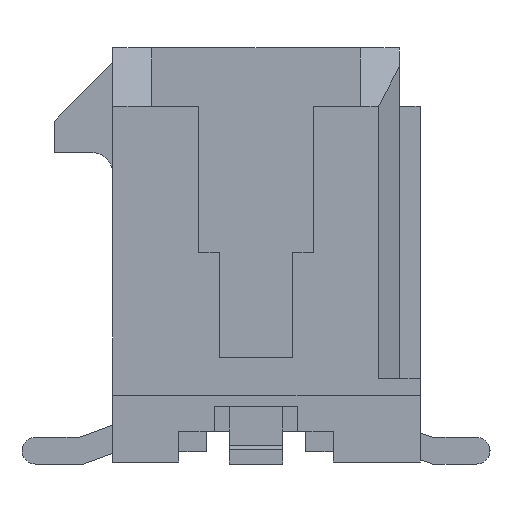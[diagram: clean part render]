
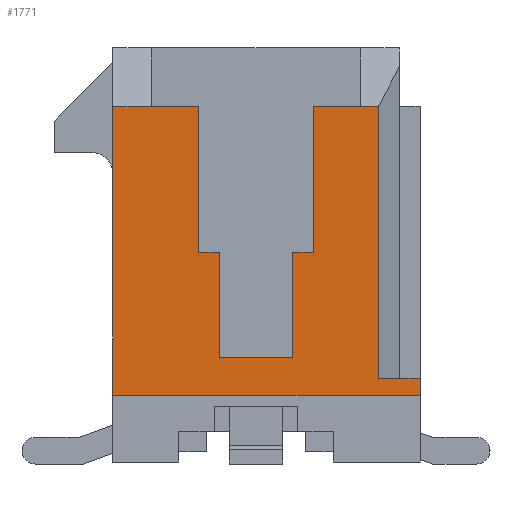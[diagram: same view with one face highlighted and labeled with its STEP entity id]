
A CAD part, left-side view. The second image highlights one B-rep face of the part: STEP entity #1771.
In plain terms, the highlighted planar face has unit normal (-1, 0, 0).
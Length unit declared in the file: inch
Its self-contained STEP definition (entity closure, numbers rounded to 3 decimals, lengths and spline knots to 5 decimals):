
#180 = DIRECTION ( 'NONE',  ( 0., 0., -1. ) ) ;
#317 = LINE ( 'NONE', #17215, #17606 ) ;
#541 = VERTEX_POINT ( 'NONE', #4323 ) ;
#705 = VERTEX_POINT ( 'NONE', #7846 ) ;
#909 = CARTESIAN_POINT ( 'NONE',  ( -0.42618, -0.15472, -0.11654 ) ) ;
#968 = DIRECTION ( 'NONE',  ( 0., 0., -1. ) ) ;
#969 = LINE ( 'NONE', #10702, #12680 ) ;
#989 = LINE ( 'NONE', #15210, #11313 ) ;
#1017 = LINE ( 'NONE', #3889, #8480 ) ;
#1211 = LINE ( 'NONE', #11925, #4007 ) ;
#1674 = DIRECTION ( 'NONE',  ( 0., -1., 0. ) ) ;
#1771 = ADVANCED_FACE ( 'NONE', ( #5194 ), #11290, .F. ) ;
#2156 = LINE ( 'NONE', #17367, #6599 ) ;
#2203 = ORIENTED_EDGE ( 'NONE', *, *, #12831, .F. ) ;
#2226 = CARTESIAN_POINT ( 'NONE',  ( -0.42618, 0.03445, 0.00197 ) ) ;
#2423 = EDGE_CURVE ( 'NONE', #541, #2446, #2156, .T. ) ;
#2444 = EDGE_CURVE ( 'NONE', #19377, #10028, #1211, .T. ) ;
#2446 = VERTEX_POINT ( 'NONE', #7387 ) ;
#2468 = VECTOR ( 'NONE', #5801, 39.37008 ) ;
#2529 = EDGE_CURVE ( 'NONE', #14282, #4023, #6102, .T. ) ;
#2736 = EDGE_CURVE ( 'NONE', #9710, #18733, #3298, .T. ) ;
#2953 = CARTESIAN_POINT ( 'NONE',  ( -0.42618, 0.05413, 0. ) ) ;
#3298 = LINE ( 'NONE', #909, #4914 ) ;
#3376 = ORIENTED_EDGE ( 'NONE', *, *, #11303, .F. ) ;
#3378 = DIRECTION ( 'NONE',  ( 0., 1., 0. ) ) ;
#3493 = LINE ( 'NONE', #8857, #14242 ) ;
#3498 = VECTOR ( 'NONE', #17078, 39.37008 ) ;
#3545 = ORIENTED_EDGE ( 'NONE', *, *, #14758, .F. ) ;
#3702 = ORIENTED_EDGE ( 'NONE', *, *, #8241, .F. ) ;
#3889 = CARTESIAN_POINT ( 'NONE',  ( -0.42618, 0.03445, 0. ) ) ;
#3998 = DIRECTION ( 'NONE',  ( 0., 0., -1. ) ) ;
#4007 = VECTOR ( 'NONE', #8820, 39.37008 ) ;
#4023 = VERTEX_POINT ( 'NONE', #9488 ) ;
#4112 = VERTEX_POINT ( 'NONE', #8428 ) ;
#4323 = CARTESIAN_POINT ( 'NONE',  ( -0.42618, 0.09843, 0.13976 ) ) ;
#4661 = EDGE_CURVE ( 'NONE', #4023, #4112, #12048, .T. ) ;
#4678 = DIRECTION ( 'NONE',  ( 0., 1., 0. ) ) ;
#4801 = EDGE_CURVE ( 'NONE', #10028, #5167, #317, .T. ) ;
#4914 = VECTOR ( 'NONE', #18785, 39.37008 ) ;
#4968 = ORIENTED_EDGE ( 'NONE', *, *, #2423, .T. ) ;
#5167 = VERTEX_POINT ( 'NONE', #16686 ) ;
#5194 = FACE_OUTER_BOUND ( 'NONE', #5221, .T. ) ;
#5221 = EDGE_LOOP ( 'NONE', ( #13261, #2203, #3702, #7737, #5687, #11078, #4968, #8417, #3376, #6590, #3545, #5534, #5286, #8836, #17924, #16568 ) ) ;
#5263 = LINE ( 'NONE', #5611, #2468 ) ;
#5286 = ORIENTED_EDGE ( 'NONE', *, *, #11854, .T. ) ;
#5321 = VECTOR ( 'NONE', #10997, 39.37008 ) ;
#5534 = ORIENTED_EDGE ( 'NONE', *, *, #6239, .T. ) ;
#5611 = CARTESIAN_POINT ( 'NONE',  ( -0.42618, 0., 0.13976 ) ) ;
#5687 = ORIENTED_EDGE ( 'NONE', *, *, #2529, .F. ) ;
#5801 = DIRECTION ( 'NONE',  ( 0., -1., 0. ) ) ;
#6102 = LINE ( 'NONE', #2953, #7745 ) ;
#6239 = EDGE_CURVE ( 'NONE', #10371, #10408, #17223, .T. ) ;
#6338 = CARTESIAN_POINT ( 'NONE',  ( -0.42618, -0.11535, -0.11654 ) ) ;
#6590 = ORIENTED_EDGE ( 'NONE', *, *, #2736, .F. ) ;
#6599 = VECTOR ( 'NONE', #15762, 39.37008 ) ;
#6928 = AXIS2_PLACEMENT_3D ( 'NONE', #11552, #18957, #3998 ) ;
#7230 = DIRECTION ( 'NONE',  ( 0., 0., 1. ) ) ;
#7387 = CARTESIAN_POINT ( 'NONE',  ( -0.42618, 0.13504, 0.13976 ) ) ;
#7453 = DIRECTION ( 'NONE',  ( 0., 0., 1. ) ) ;
#7737 = ORIENTED_EDGE ( 'NONE', *, *, #4661, .F. ) ;
#7745 = VECTOR ( 'NONE', #180, 39.37008 ) ;
#7846 = CARTESIAN_POINT ( 'NONE',  ( -0.42618, 0.03445, -0.09646 ) ) ;
#8241 = EDGE_CURVE ( 'NONE', #4112, #705, #1017, .T. ) ;
#8404 = CARTESIAN_POINT ( 'NONE',  ( -0.42618, 0.13504, -0.13228 ) ) ;
#8417 = ORIENTED_EDGE ( 'NONE', *, *, #13379, .F. ) ;
#8428 = CARTESIAN_POINT ( 'NONE',  ( -0.42618, 0.03445, 0.00197 ) ) ;
#8480 = VECTOR ( 'NONE', #968, 39.37008 ) ;
#8820 = DIRECTION ( 'NONE',  ( 0., -1., 0. ) ) ;
#8827 = LINE ( 'NONE', #12572, #5321 ) ;
#8836 = ORIENTED_EDGE ( 'NONE', *, *, #13894, .F. ) ;
#8857 = CARTESIAN_POINT ( 'NONE',  ( -0.42618, -0.03445, 0. ) ) ;
#8870 = CARTESIAN_POINT ( 'NONE',  ( -0.42618, -0.05413, 0.00197 ) ) ;
#9458 = VECTOR ( 'NONE', #11057, 39.37008 ) ;
#9488 = CARTESIAN_POINT ( 'NONE',  ( -0.42618, 0.05413, 0.00197 ) ) ;
#9709 = CARTESIAN_POINT ( 'NONE',  ( -0.42618, 0., 0.13976 ) ) ;
#9710 = VERTEX_POINT ( 'NONE', #12407 ) ;
#9911 = CARTESIAN_POINT ( 'NONE',  ( -0.42618, -0.11535, 0.13976 ) ) ;
#10008 = VECTOR ( 'NONE', #1674, 39.37008 ) ;
#10028 = VERTEX_POINT ( 'NONE', #8870 ) ;
#10371 = VERTEX_POINT ( 'NONE', #6338 ) ;
#10408 = VERTEX_POINT ( 'NONE', #9911 ) ;
#10465 = EDGE_CURVE ( 'NONE', #541, #14282, #11466, .T. ) ;
#10702 = CARTESIAN_POINT ( 'NONE',  ( -0.42618, 0.13504, 0.13976 ) ) ;
#10933 = VERTEX_POINT ( 'NONE', #15806 ) ;
#10997 = DIRECTION ( 'NONE',  ( 0., -1., 0. ) ) ;
#11057 = DIRECTION ( 'NONE',  ( 0., -1., 0. ) ) ;
#11078 = ORIENTED_EDGE ( 'NONE', *, *, #10465, .F. ) ;
#11257 = DIRECTION ( 'NONE',  ( 0., 0., 1. ) ) ;
#11290 = PLANE ( 'NONE',  #6928 ) ;
#11303 = EDGE_CURVE ( 'NONE', #18733, #18944, #989, .T. ) ;
#11313 = VECTOR ( 'NONE', #4678, 39.37008 ) ;
#11466 = LINE ( 'NONE', #9709, #3498 ) ;
#11552 = CARTESIAN_POINT ( 'NONE',  ( -0.42618, 0., 0. ) ) ;
#11583 = CARTESIAN_POINT ( 'NONE',  ( -0.42618, -0.03445, -0.09646 ) ) ;
#11854 = EDGE_CURVE ( 'NONE', #10408, #10933, #969, .T. ) ;
#11925 = CARTESIAN_POINT ( 'NONE',  ( -0.42618, -0.05413, 0.00197 ) ) ;
#12048 = LINE ( 'NONE', #2226, #9458 ) ;
#12407 = CARTESIAN_POINT ( 'NONE',  ( -0.42618, -0.15472, -0.11654 ) ) ;
#12572 = CARTESIAN_POINT ( 'NONE',  ( -0.42618, -0.13504, -0.11654 ) ) ;
#12680 = VECTOR ( 'NONE', #3378, 39.37008 ) ;
#12796 = VECTOR ( 'NONE', #13299, 39.37008 ) ;
#12831 = EDGE_CURVE ( 'NONE', #705, #13876, #12845, .T. ) ;
#12845 = LINE ( 'NONE', #13638, #10008 ) ;
#13261 = ORIENTED_EDGE ( 'NONE', *, *, #17828, .F. ) ;
#13299 = DIRECTION ( 'NONE',  ( 0., 0., 1. ) ) ;
#13300 = VECTOR ( 'NONE', #7453, 39.37008 ) ;
#13379 = EDGE_CURVE ( 'NONE', #18944, #2446, #17644, .T. ) ;
#13638 = CARTESIAN_POINT ( 'NONE',  ( -0.42618, 0., -0.09646 ) ) ;
#13876 = VERTEX_POINT ( 'NONE', #11583 ) ;
#13894 = EDGE_CURVE ( 'NONE', #5167, #10933, #5263, .T. ) ;
#14242 = VECTOR ( 'NONE', #7230, 39.37008 ) ;
#14282 = VERTEX_POINT ( 'NONE', #17014 ) ;
#14758 = EDGE_CURVE ( 'NONE', #10371, #9710, #8827, .T. ) ;
#15210 = CARTESIAN_POINT ( 'NONE',  ( -0.42618, 0., -0.13228 ) ) ;
#15292 = CARTESIAN_POINT ( 'NONE',  ( -0.42618, -0.15472, -0.13228 ) ) ;
#15396 = CARTESIAN_POINT ( 'NONE',  ( -0.42618, -0.03445, 0.00197 ) ) ;
#15762 = DIRECTION ( 'NONE',  ( 0., 1., 0. ) ) ;
#15806 = CARTESIAN_POINT ( 'NONE',  ( -0.42618, -0.09843, 0.13976 ) ) ;
#16336 = CARTESIAN_POINT ( 'NONE',  ( -0.42618, 0.13504, 0. ) ) ;
#16568 = ORIENTED_EDGE ( 'NONE', *, *, #2444, .F. ) ;
#16686 = CARTESIAN_POINT ( 'NONE',  ( -0.42618, -0.05413, 0.13976 ) ) ;
#17014 = CARTESIAN_POINT ( 'NONE',  ( -0.42618, 0.05413, 0.13976 ) ) ;
#17078 = DIRECTION ( 'NONE',  ( 0., -1., 0. ) ) ;
#17215 = CARTESIAN_POINT ( 'NONE',  ( -0.42618, -0.05413, 0. ) ) ;
#17223 = LINE ( 'NONE', #17679, #13300 ) ;
#17367 = CARTESIAN_POINT ( 'NONE',  ( -0.42618, 0.13504, 0.13976 ) ) ;
#17606 = VECTOR ( 'NONE', #11257, 39.37008 ) ;
#17644 = LINE ( 'NONE', #16336, #12796 ) ;
#17679 = CARTESIAN_POINT ( 'NONE',  ( -0.42618, -0.11535, 0.19488 ) ) ;
#17828 = EDGE_CURVE ( 'NONE', #13876, #19377, #3493, .T. ) ;
#17924 = ORIENTED_EDGE ( 'NONE', *, *, #4801, .F. ) ;
#18733 = VERTEX_POINT ( 'NONE', #15292 ) ;
#18785 = DIRECTION ( 'NONE',  ( 0., 0., -1. ) ) ;
#18944 = VERTEX_POINT ( 'NONE', #8404 ) ;
#18957 = DIRECTION ( 'NONE',  ( 1., 0., 0. ) ) ;
#19377 = VERTEX_POINT ( 'NONE', #15396 ) ;
